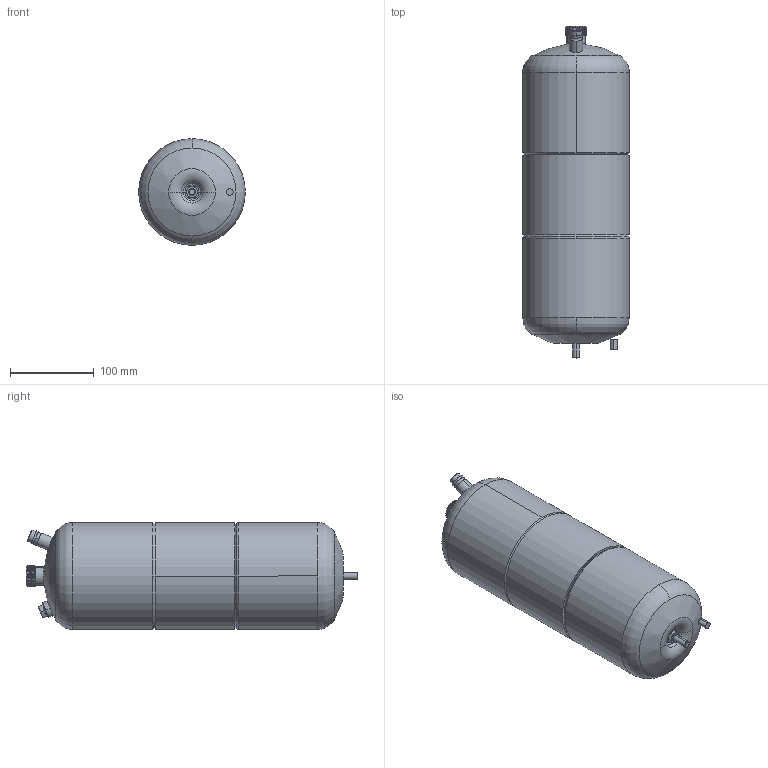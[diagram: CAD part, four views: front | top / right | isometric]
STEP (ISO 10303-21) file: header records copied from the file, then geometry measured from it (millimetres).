
FILE_DESCRIPTION((''),'2;1');
FILE_NAME('118U600908','2023-04-03T16:24:55',('U375483'),('DANFOSS COMMERCIAL COMPRESSOR'),'CREO PARAMETRIC BY PTC INC, 2022124','CREO PARAMETRIC BY PTC INC, 2022124','');
FILE_SCHEMA(('CONFIG_CONTROL_DESIGN'));
Length unit declared in the file: millimetre
Products named in the file (1): 118U600908
Bounding box: 127 x 395.28 x 127 mm (x, y, z)
Volume: 443438.4 mm3; surface area: 326682.8 mm2
Topology: 6 solids, 6 shells, 213 faces, 482 edges, 306 vertices
Faces by surface type: cylinder 94, plane 51, cone 36, torus 26, sphere 4, bspline 2
Entity records: 10338 total; most frequent: CARTESIAN_POINT 5433, DIRECTION 1077, ORIENTED_EDGE 964, EDGE_CURVE 482, AXIS2_PLACEMENT_3D 465, VERTEX_POINT 306, CIRCLE 254, EDGE_LOOP 250
